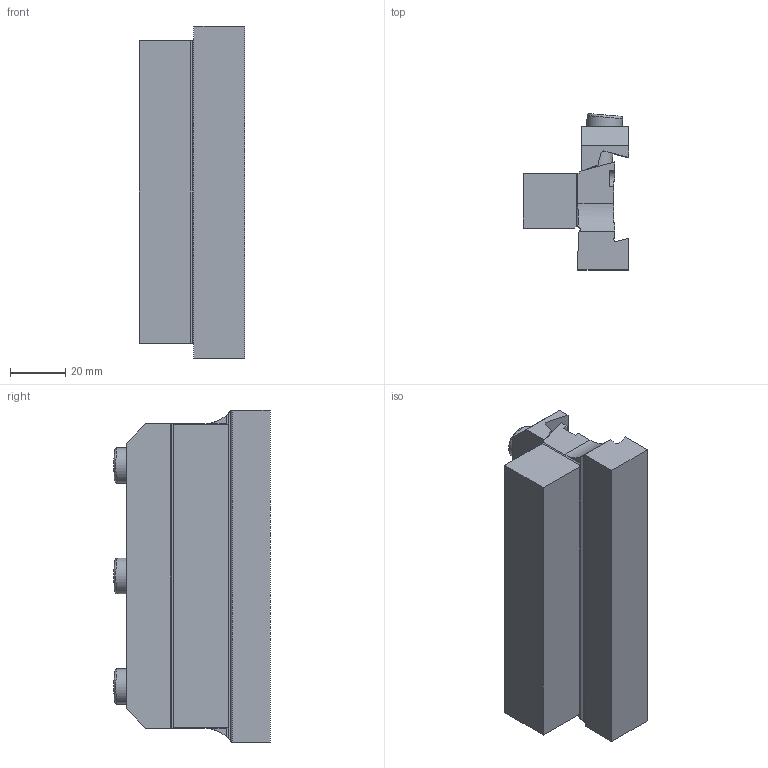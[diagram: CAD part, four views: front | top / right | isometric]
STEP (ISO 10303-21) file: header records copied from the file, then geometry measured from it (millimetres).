
FILE_DESCRIPTION(/* description */ ('3-D model version:1'),/* implementation_level */ '2;1');
FILE_NAME(/* name */ '151.2-2020-25',/* time_stamp */ '2016-06-21T19:57:10+02:00',/* author */ ('InteractiveCad'),/* organization */ ('AB Sandvik Coromant'),/* preprocessor_version */ 'ST-DEVELOPER v15',/* originating_system */ 'SIEMENS PLM Software NX 8.5',/* authorisation */ '');
FILE_SCHEMA (('AP203_CONFIGURATION_CONTROLLED_3D_DESIGN_OF_MECHANICAL_PARTS_AND_ASSEMBLIES_MIM_LF { 1 0 10303 403 2 1 2}'));
Length unit declared in the file: millimetre
Products named in the file (1): 151_2_2020_25_SIM
Bounding box: 38.12 x 56.49 x 120 mm (x, y, z)
Volume: 125469.9 mm3; surface area: 33486.2 mm2
Topology: 5 solids, 5 shells, 154 faces, 383 edges, 242 vertices
Faces by surface type: plane 87, cylinder 31, cone 30, torus 6
Full cylindrical faces by diameter (mm): 6.6 x2, 6.9 x3, 8 x3, 8.5 x6, 11 x2, 12.865 x3, 13.6 x3
Entity records: 4649 total; most frequent: CARTESIAN_POINT 876, DIRECTION 703, ORIENTED_EDGE 630, EDGE_CURVE 315, AXIS2_PLACEMENT_3D 277, VERTEX_POINT 220, EDGE_LOOP 207, ADVANCED_FACE 154
